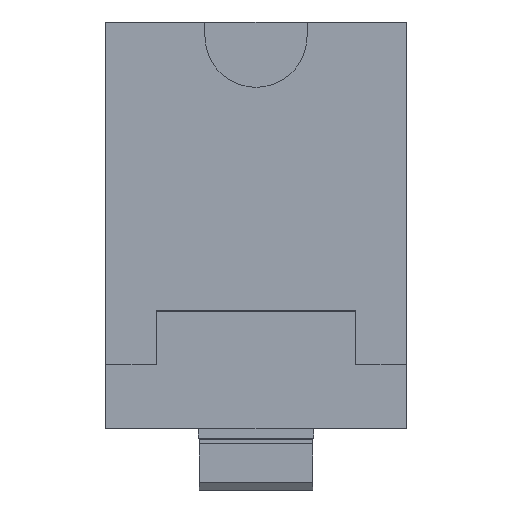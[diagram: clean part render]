
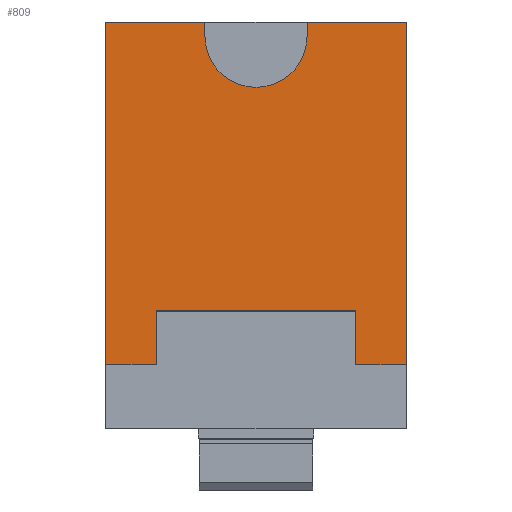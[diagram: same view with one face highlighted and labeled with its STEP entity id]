
A CAD part, top view. The second image highlights one B-rep face of the part: STEP entity #809.
In plain terms, the highlighted planar face has unit normal (0, 0, 1).
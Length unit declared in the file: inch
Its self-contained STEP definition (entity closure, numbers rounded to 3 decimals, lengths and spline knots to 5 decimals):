
#29 = CARTESIAN_POINT ( 'NONE',  ( 0., 0., 1.07315 ) ) ;
#32 = LINE ( 'NONE', #240, #757 ) ;
#42 = EDGE_CURVE ( 'NONE', #329, #917, #658, .T. ) ;
#43 = CARTESIAN_POINT ( 'NONE',  ( 0., 0., 1.07315 ) ) ;
#53 = LINE ( 'NONE', #346, #340 ) ;
#55 = EDGE_CURVE ( 'NONE', #622, #1286, #162, .T. ) ;
#73 = ORIENTED_EDGE ( 'NONE', *, *, #948, .T. ) ;
#80 = ORIENTED_EDGE ( 'NONE', *, *, #1114, .T. ) ;
#112 = FACE_OUTER_BOUND ( 'NONE', #304, .T. ) ;
#126 = PLANE ( 'NONE',  #426 ) ;
#131 = LINE ( 'NONE', #1024, #230 ) ;
#132 = LINE ( 'NONE', #1231, #674 ) ;
#153 = EDGE_CURVE ( 'NONE', #476, #498, #701, .T. ) ;
#162 = LINE ( 'NONE', #1075, #835 ) ;
#171 = ORIENTED_EDGE ( 'NONE', *, *, #186, .T. ) ;
#186 = EDGE_CURVE ( 'NONE', #917, #286, #1183, .T. ) ;
#196 = DIRECTION ( 'NONE',  ( 0., -1., 0. ) ) ;
#225 = VERTEX_POINT ( 'NONE', #993 ) ;
#226 = CARTESIAN_POINT ( 'NONE',  ( 0.35365, 0., 1.07315 ) ) ;
#230 = VECTOR ( 'NONE', #330, 39.37008 ) ;
#240 = CARTESIAN_POINT ( 'NONE',  ( 0., -2.00473, 1.07315 ) ) ;
#246 = EDGE_CURVE ( 'NONE', #1122, #225, #132, .T. ) ;
#258 = CARTESIAN_POINT ( 'NONE',  ( 0., -2.37874, 1.07315 ) ) ;
#286 = VERTEX_POINT ( 'NONE', #1038 ) ;
#304 = EDGE_LOOP ( 'NONE', ( #928, #376, #80, #925, #171, #919, #600, #1291, #451, #1028, #1144, #73 ) ) ;
#312 = CARTESIAN_POINT ( 'NONE',  ( 0., 0., 1.07315 ) ) ;
#318 = VECTOR ( 'NONE', #753, 39.37008 ) ;
#329 = VERTEX_POINT ( 'NONE', #428 ) ;
#330 = DIRECTION ( 'NONE',  ( -1., 0., 0. ) ) ;
#340 = VECTOR ( 'NONE', #654, 39.37008 ) ;
#346 = CARTESIAN_POINT ( 'NONE',  ( 2.75589, -2.37874, 1.07315 ) ) ;
#359 = CARTESIAN_POINT ( 'NONE',  ( 0., -2.37874, 1.07315 ) ) ;
#374 = DIRECTION ( 'NONE',  ( 1., 0., 0. ) ) ;
#376 = ORIENTED_EDGE ( 'NONE', *, *, #1077, .T. ) ;
#426 = AXIS2_PLACEMENT_3D ( 'NONE', #29, #439, #833 ) ;
#428 = CARTESIAN_POINT ( 'NONE',  ( 1.73493, -2.37874, 1.07315 ) ) ;
#439 = DIRECTION ( 'NONE',  ( 0., 0., 1. ) ) ;
#451 = ORIENTED_EDGE ( 'NONE', *, *, #55, .T. ) ;
#470 = CARTESIAN_POINT ( 'NONE',  ( 0.68996, 0., 1.07315 ) ) ;
#476 = VERTEX_POINT ( 'NONE', #43 ) ;
#493 = VERTEX_POINT ( 'NONE', #558 ) ;
#498 = VERTEX_POINT ( 'NONE', #359 ) ;
#509 = CIRCLE ( 'NONE', #904, 0.35433 ) ;
#527 = LINE ( 'NONE', #226, #1258 ) ;
#558 = CARTESIAN_POINT ( 'NONE',  ( 1.73493, -2.00473, 1.07315 ) ) ;
#569 = VECTOR ( 'NONE', #374, 39.37008 ) ;
#588 = VECTOR ( 'NONE', #986, 39.37008 ) ;
#600 = ORIENTED_EDGE ( 'NONE', *, *, #246, .T. ) ;
#622 = VERTEX_POINT ( 'NONE', #976 ) ;
#627 = DIRECTION ( 'NONE',  ( 1., 0., 0. ) ) ;
#654 = DIRECTION ( 'NONE',  ( 1., 0., 0. ) ) ;
#658 = LINE ( 'NONE', #258, #569 ) ;
#674 = VECTOR ( 'NONE', #942, 39.37008 ) ;
#701 = LINE ( 'NONE', #909, #1230 ) ;
#708 = EDGE_CURVE ( 'NONE', #286, #1122, #131, .T. ) ;
#730 = LINE ( 'NONE', #1132, #318 ) ;
#732 = EDGE_CURVE ( 'NONE', #1286, #476, #941, .T. ) ;
#753 = DIRECTION ( 'NONE',  ( 0., -1., 0. ) ) ;
#756 = CARTESIAN_POINT ( 'NONE',  ( 0.35365, -2.00473, 1.07315 ) ) ;
#757 = VECTOR ( 'NONE', #627, 39.37008 ) ;
#764 = CARTESIAN_POINT ( 'NONE',  ( 2.08858, -2.37874, 1.07315 ) ) ;
#777 = CARTESIAN_POINT ( 'NONE',  ( 1.04429, -0.09888, 1.07315 ) ) ;
#782 = CARTESIAN_POINT ( 'NONE',  ( 0.35365, -2.37874, 1.07315 ) ) ;
#809 = ADVANCED_FACE ( 'NONE', ( #112 ), #126, .T. ) ;
#833 = DIRECTION ( 'NONE',  ( 1., 0., 0. ) ) ;
#835 = VECTOR ( 'NONE', #857, 39.37008 ) ;
#857 = DIRECTION ( 'NONE',  ( 0., 1., 0. ) ) ;
#897 = VERTEX_POINT ( 'NONE', #756 ) ;
#904 = AXIS2_PLACEMENT_3D ( 'NONE', #777, #1082, #1178 ) ;
#909 = CARTESIAN_POINT ( 'NONE',  ( 0., 0., 1.07315 ) ) ;
#917 = VERTEX_POINT ( 'NONE', #764 ) ;
#919 = ORIENTED_EDGE ( 'NONE', *, *, #708, .T. ) ;
#925 = ORIENTED_EDGE ( 'NONE', *, *, #42, .T. ) ;
#926 = CARTESIAN_POINT ( 'NONE',  ( 1.39862, 0., 1.07315 ) ) ;
#928 = ORIENTED_EDGE ( 'NONE', *, *, #1102, .T. ) ;
#941 = LINE ( 'NONE', #312, #1140 ) ;
#942 = DIRECTION ( 'NONE',  ( 0., -1., 0. ) ) ;
#948 = EDGE_CURVE ( 'NONE', #498, #1180, #53, .T. ) ;
#976 = CARTESIAN_POINT ( 'NONE',  ( 0.68996, -0.09888, 1.07315 ) ) ;
#986 = DIRECTION ( 'NONE',  ( 0., 1., 0. ) ) ;
#993 = CARTESIAN_POINT ( 'NONE',  ( 1.39862, -0.09888, 1.07315 ) ) ;
#1011 = DIRECTION ( 'NONE',  ( -1., 0., 0. ) ) ;
#1024 = CARTESIAN_POINT ( 'NONE',  ( 0., 0., 1.07315 ) ) ;
#1028 = ORIENTED_EDGE ( 'NONE', *, *, #732, .T. ) ;
#1038 = CARTESIAN_POINT ( 'NONE',  ( 2.08858, 0., 1.07315 ) ) ;
#1075 = CARTESIAN_POINT ( 'NONE',  ( 0.68996, 0., 1.07315 ) ) ;
#1077 = EDGE_CURVE ( 'NONE', #897, #493, #32, .T. ) ;
#1082 = DIRECTION ( 'NONE',  ( 0., 0., -1. ) ) ;
#1102 = EDGE_CURVE ( 'NONE', #1180, #897, #527, .T. ) ;
#1114 = EDGE_CURVE ( 'NONE', #493, #329, #730, .T. ) ;
#1122 = VERTEX_POINT ( 'NONE', #926 ) ;
#1132 = CARTESIAN_POINT ( 'NONE',  ( 1.73493, 0., 1.07315 ) ) ;
#1140 = VECTOR ( 'NONE', #1011, 39.37008 ) ;
#1144 = ORIENTED_EDGE ( 'NONE', *, *, #153, .T. ) ;
#1178 = DIRECTION ( 'NONE',  ( 1., 0., 0. ) ) ;
#1180 = VERTEX_POINT ( 'NONE', #782 ) ;
#1183 = LINE ( 'NONE', #1187, #588 ) ;
#1187 = CARTESIAN_POINT ( 'NONE',  ( 2.08858, 0., 1.07315 ) ) ;
#1230 = VECTOR ( 'NONE', #196, 39.37008 ) ;
#1231 = CARTESIAN_POINT ( 'NONE',  ( 1.39862, 0., 1.07315 ) ) ;
#1248 = DIRECTION ( 'NONE',  ( 0., 1., 0. ) ) ;
#1258 = VECTOR ( 'NONE', #1248, 39.37008 ) ;
#1285 = EDGE_CURVE ( 'NONE', #225, #622, #509, .T. ) ;
#1286 = VERTEX_POINT ( 'NONE', #470 ) ;
#1291 = ORIENTED_EDGE ( 'NONE', *, *, #1285, .T. ) ;
